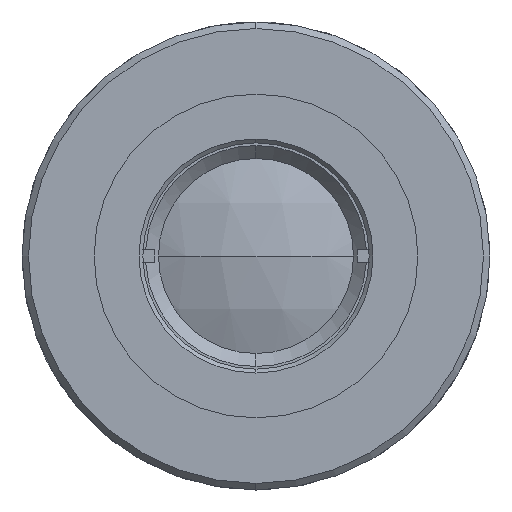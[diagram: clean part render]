
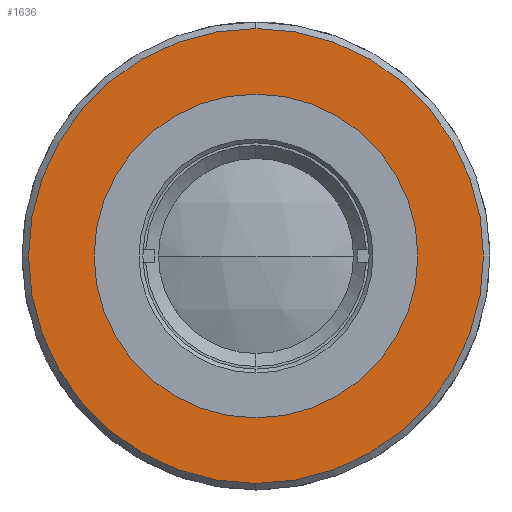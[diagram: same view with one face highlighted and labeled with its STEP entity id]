
A CAD part, left-side view. The second image highlights one B-rep face of the part: STEP entity #1636.
In plain terms, the highlighted planar face has unit normal (-1, 0, 0).
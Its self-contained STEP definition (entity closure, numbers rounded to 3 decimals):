
#13 = CIRCLE ( 'NONE', #4759, 17.5 ) ;
#54 = DIRECTION ( 'NONE',  ( -1., 0., 0. ) ) ;
#150 = CARTESIAN_POINT ( 'NONE',  ( -5.003, 0., 0. ) ) ;
#469 = EDGE_LOOP ( 'NONE', ( #2015, #1858 ) ) ;
#692 = AXIS2_PLACEMENT_3D ( 'NONE', #150, #4301, #1568 ) ;
#819 = CIRCLE ( 'NONE', #2952, 12.45 ) ;
#822 = EDGE_CURVE ( 'NONE', #2689, #4594, #13, .T. ) ;
#853 = EDGE_LOOP ( 'NONE', ( #2041, #2917 ) ) ;
#1327 = VERTEX_POINT ( 'NONE', #3987 ) ;
#1551 = DIRECTION ( 'NONE',  ( 0., 0., -1. ) ) ;
#1562 = EDGE_CURVE ( 'NONE', #1327, #1837, #819, .T. ) ;
#1568 = DIRECTION ( 'NONE',  ( 0., 0., -1. ) ) ;
#1636 = ADVANCED_FACE ( 'NONE', ( #1723, #2444 ), #3585, .F. ) ;
#1723 = FACE_OUTER_BOUND ( 'NONE', #469, .T. ) ;
#1805 = CARTESIAN_POINT ( 'NONE',  ( -5.003, 0., -17.5 ) ) ;
#1837 = VERTEX_POINT ( 'NONE', #2330 ) ;
#1858 = ORIENTED_EDGE ( 'NONE', *, *, #3670, .T. ) ;
#1989 = DIRECTION ( 'NONE',  ( -1., 0., 0. ) ) ;
#2015 = ORIENTED_EDGE ( 'NONE', *, *, #822, .T. ) ;
#2041 = ORIENTED_EDGE ( 'NONE', *, *, #1562, .F. ) ;
#2291 = CARTESIAN_POINT ( 'NONE',  ( -5.003, 0., 0. ) ) ;
#2330 = CARTESIAN_POINT ( 'NONE',  ( -5.003, 0., -12.45 ) ) ;
#2339 = CIRCLE ( 'NONE', #692, 17.5 ) ;
#2366 = DIRECTION ( 'NONE',  ( 0., 0., 1. ) ) ;
#2444 = FACE_BOUND ( 'NONE', #853, .T. ) ;
#2477 = CARTESIAN_POINT ( 'NONE',  ( -5.003, 0., 0. ) ) ;
#2689 = VERTEX_POINT ( 'NONE', #1805 ) ;
#2703 = DIRECTION ( 'NONE',  ( 0., 0., 1. ) ) ;
#2711 = AXIS2_PLACEMENT_3D ( 'NONE', #3233, #4750, #4276 ) ;
#2917 = ORIENTED_EDGE ( 'NONE', *, *, #3718, .F. ) ;
#2952 = AXIS2_PLACEMENT_3D ( 'NONE', #2477, #3239, #2366 ) ;
#3150 = CARTESIAN_POINT ( 'NONE',  ( -5.003, 0., 0. ) ) ;
#3233 = CARTESIAN_POINT ( 'NONE',  ( -5.003, 18., 0. ) ) ;
#3239 = DIRECTION ( 'NONE',  ( -1., 0., 0. ) ) ;
#3263 = CARTESIAN_POINT ( 'NONE',  ( -5.003, 0., 17.5 ) ) ;
#3413 = CIRCLE ( 'NONE', #4834, 12.45 ) ;
#3585 = PLANE ( 'NONE',  #2711 ) ;
#3670 = EDGE_CURVE ( 'NONE', #4594, #2689, #2339, .T. ) ;
#3718 = EDGE_CURVE ( 'NONE', #1837, #1327, #3413, .T. ) ;
#3987 = CARTESIAN_POINT ( 'NONE',  ( -5.003, 0., 12.45 ) ) ;
#4276 = DIRECTION ( 'NONE',  ( 0., 0., -1. ) ) ;
#4301 = DIRECTION ( 'NONE',  ( -1., 0., 0. ) ) ;
#4594 = VERTEX_POINT ( 'NONE', #3263 ) ;
#4750 = DIRECTION ( 'NONE',  ( 1., 0., 0. ) ) ;
#4759 = AXIS2_PLACEMENT_3D ( 'NONE', #2291, #54, #1551 ) ;
#4834 = AXIS2_PLACEMENT_3D ( 'NONE', #3150, #1989, #2703 ) ;
